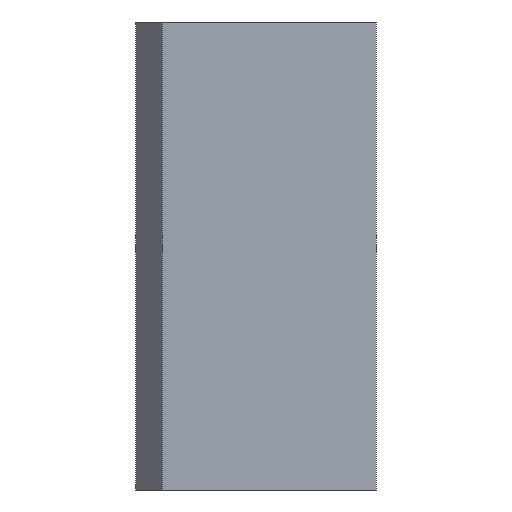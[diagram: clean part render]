
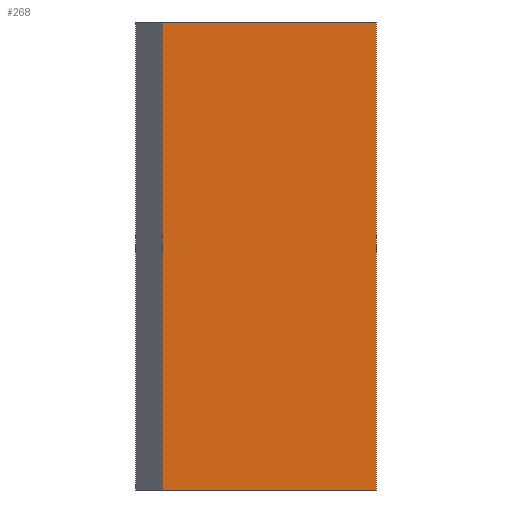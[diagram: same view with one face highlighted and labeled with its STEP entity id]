
A CAD part, front view. The second image highlights one B-rep face of the part: STEP entity #268.
In plain terms, the highlighted planar face has unit normal (0, -1, 0).
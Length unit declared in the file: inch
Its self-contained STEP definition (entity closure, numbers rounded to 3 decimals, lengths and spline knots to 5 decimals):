
#8 = PLANE ( 'NONE',  #75 ) ;
#56 = EDGE_CURVE ( 'NONE', #368, #395, #720, .T. ) ;
#65 = LINE ( 'NONE', #424, #112 ) ;
#75 = AXIS2_PLACEMENT_3D ( 'NONE', #247, #550, #663 ) ;
#85 = DIRECTION ( 'NONE',  ( 0., 0., -1. ) ) ;
#96 = VECTOR ( 'NONE', #609, 39.37008 ) ;
#112 = VECTOR ( 'NONE', #538, 39.37008 ) ;
#122 = EDGE_LOOP ( 'NONE', ( #125, #702, #239, #529 ) ) ;
#124 = LINE ( 'NONE', #166, #540 ) ;
#125 = ORIENTED_EDGE ( 'NONE', *, *, #56, .T. ) ;
#132 = CARTESIAN_POINT ( 'NONE',  ( 7.635, 3., 0. ) ) ;
#146 = CARTESIAN_POINT ( 'NONE',  ( 7.635, 3., 10.125 ) ) ;
#151 = CARTESIAN_POINT ( 'NONE',  ( 7.635, 3., 10.125 ) ) ;
#166 = CARTESIAN_POINT ( 'NONE',  ( 7.635, 3., 10.125 ) ) ;
#167 = EDGE_CURVE ( 'NONE', #429, #696, #124, .T. ) ;
#181 = EDGE_CURVE ( 'NONE', #429, #368, #65, .T. ) ;
#183 = DIRECTION ( 'NONE',  ( 1., 0., 0. ) ) ;
#184 = FACE_OUTER_BOUND ( 'NONE', #122, .T. ) ;
#239 = ORIENTED_EDGE ( 'NONE', *, *, #167, .F. ) ;
#247 = CARTESIAN_POINT ( 'NONE',  ( 7.635, 3., 10.125 ) ) ;
#267 = LINE ( 'NONE', #151, #683 ) ;
#268 = ADVANCED_FACE ( 'NONE', ( #184 ), #8, .F. ) ;
#333 = CARTESIAN_POINT ( 'NONE',  ( 3., 3., 0. ) ) ;
#368 = VERTEX_POINT ( 'NONE', #333 ) ;
#395 = VERTEX_POINT ( 'NONE', #632 ) ;
#401 = CARTESIAN_POINT ( 'NONE',  ( 3., 3., 10.125 ) ) ;
#424 = CARTESIAN_POINT ( 'NONE',  ( 3., 3., 10.125 ) ) ;
#429 = VERTEX_POINT ( 'NONE', #401 ) ;
#529 = ORIENTED_EDGE ( 'NONE', *, *, #181, .T. ) ;
#538 = DIRECTION ( 'NONE',  ( 0., 0., -1. ) ) ;
#540 = VECTOR ( 'NONE', #183, 39.37008 ) ;
#550 = DIRECTION ( 'NONE',  ( 0., 1., 0. ) ) ;
#609 = DIRECTION ( 'NONE',  ( 1., 0., 0. ) ) ;
#632 = CARTESIAN_POINT ( 'NONE',  ( 7.635, 3., 0. ) ) ;
#663 = DIRECTION ( 'NONE',  ( -1., 0., 0. ) ) ;
#683 = VECTOR ( 'NONE', #85, 39.37008 ) ;
#696 = VERTEX_POINT ( 'NONE', #146 ) ;
#702 = ORIENTED_EDGE ( 'NONE', *, *, #721, .F. ) ;
#720 = LINE ( 'NONE', #132, #96 ) ;
#721 = EDGE_CURVE ( 'NONE', #696, #395, #267, .T. ) ;
